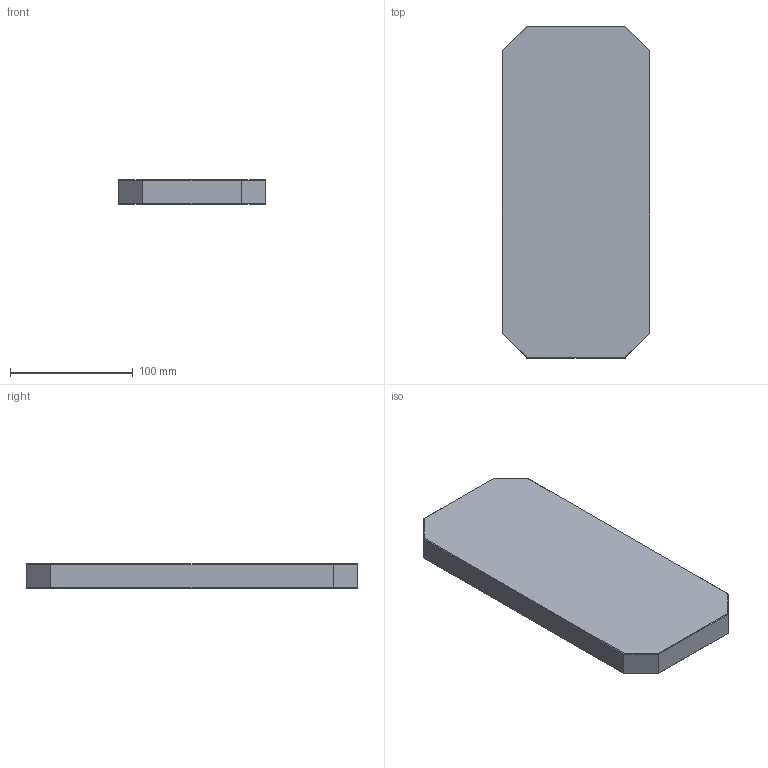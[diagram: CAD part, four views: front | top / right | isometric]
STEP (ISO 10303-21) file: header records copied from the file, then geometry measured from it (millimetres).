
FILE_DESCRIPTION(('CATIA V5 STEP Exchange'),'2;1');
FILE_NAME('Mold.stp','2018-10-06T13:52:07+00:00',('none'),('none'),'CATIA Version 5-6 Release 2016 SP6','CATIA V5 STEP AP203','none');
FILE_SCHEMA(('CONFIG_CONTROL_DESIGN'));
Length unit declared in the file: millimetre
Products named in the file (1): Mold
Bounding box: 120 x 270 x 20 mm (x, y, z)
Volume: 530697.5 mm3; surface area: 81264.7 mm2
Topology: 1 solids, 1 shells, 33 faces, 70 edges, 40 vertices
Faces by surface type: plane 26, bspline 5, extrusion 2
Entity records: 2742 total; most frequent: CARTESIAN_POINT 2072, ORIENTED_EDGE 140, DIRECTION 96, EDGE_CURVE 70, VECTOR 44, LINE 42, VERTEX_POINT 40, EDGE_LOOP 34
